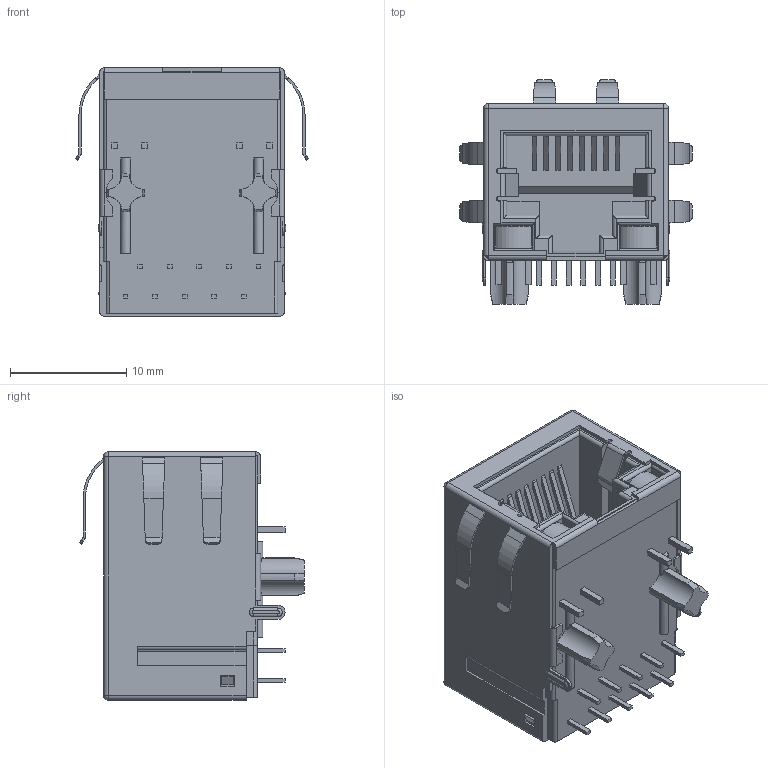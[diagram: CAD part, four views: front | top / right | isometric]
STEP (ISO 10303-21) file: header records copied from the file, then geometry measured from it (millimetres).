
FILE_DESCRIPTION((''),'2;1');
FILE_NAME('C-6-2301994-2','2017-03-08T',('workeradm'),('Tyco Electronics Ltd.'),'CREO PARAMETRIC BY PTC INC, 2016050','CREO PARAMETRIC BY PTC INC, 2016050','');
FILE_SCHEMA(('AUTOMOTIVE_DESIGN { 1 0 10303 214 1 1 1 1 }'));
Length unit declared in the file: millimetre
Products named in the file (1): C-6-2301994-2
Bounding box: 20 x 19.3 x 21.35 mm (x, y, z)
Volume: 3437.8 mm3; surface area: 2688.5 mm2
Topology: 1 solids, 1 shells, 502 faces, 1358 edges, 886 vertices
Faces by surface type: plane 347, cylinder 139, cone 8, sphere 4, bspline 4
Entity records: 16146 total; most frequent: CARTESIAN_POINT 3556, ORIENTED_EDGE 2716, DIRECTION 2404, EDGE_CURVE 1358, VECTOR 1048, LINE 1048, VERTEX_POINT 886, AXIS2_PLACEMENT_3D 678
